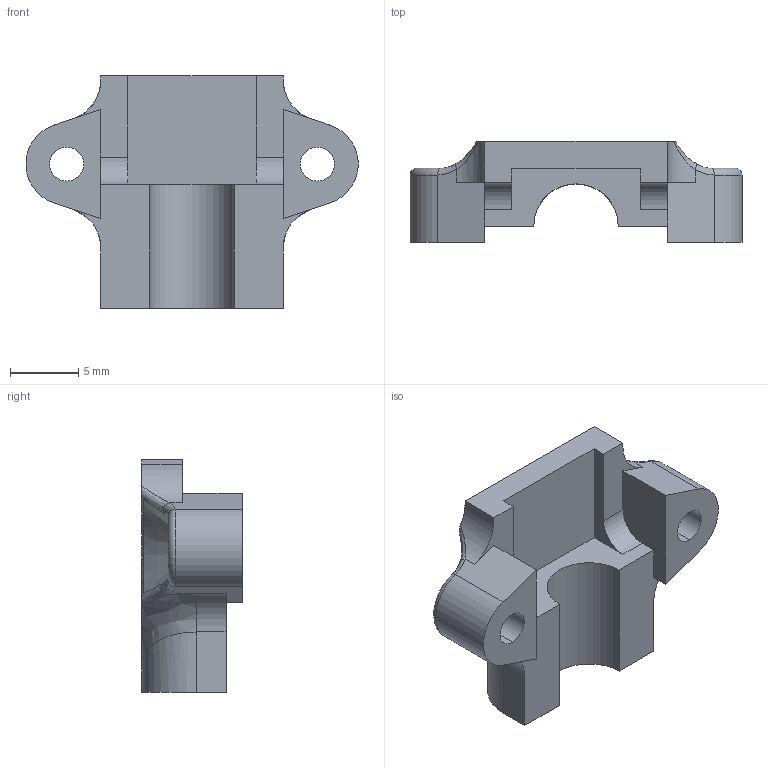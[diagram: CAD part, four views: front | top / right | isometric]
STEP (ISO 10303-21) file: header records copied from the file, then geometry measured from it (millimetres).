
FILE_DESCRIPTION (( 'STEP AP214' ), '1' );
FILE_NAME ('CLAMP.STEP', '2023-11-03T06:53:58', ( '' ), ( '' ), 'SwSTEP 2.0', 'SolidWorks 2022', '' );
FILE_SCHEMA (( 'AUTOMOTIVE_DESIGN' ));
Length unit declared in the file: millimetre
Products named in the file (1): CLAMP
Bounding box: 24.38 x 7.4 x 17.1 mm (x, y, z)
Volume: 1131.6 mm3; surface area: 1130.9 mm2
Topology: 1 solids, 1 shells, 56 faces, 154 edges, 98 vertices
Faces by surface type: plane 23, cylinder 15, bspline 10, cone 4, torus 4
Entity records: 2090 total; most frequent: CARTESIAN_POINT 701, ORIENTED_EDGE 308, DIRECTION 256, EDGE_CURVE 154, VERTEX_POINT 98, AXIS2_PLACEMENT_3D 89, VECTOR 78, LINE 78
